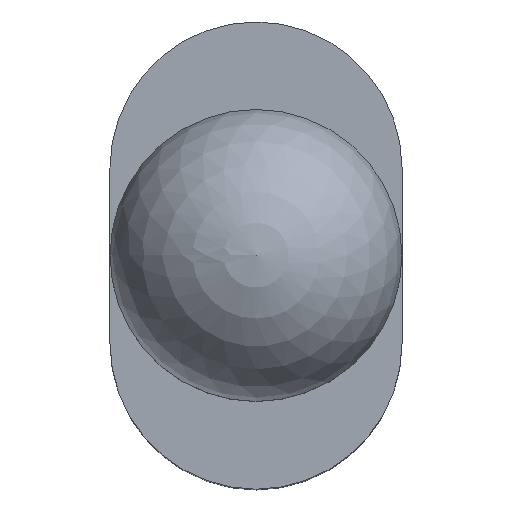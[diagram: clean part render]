
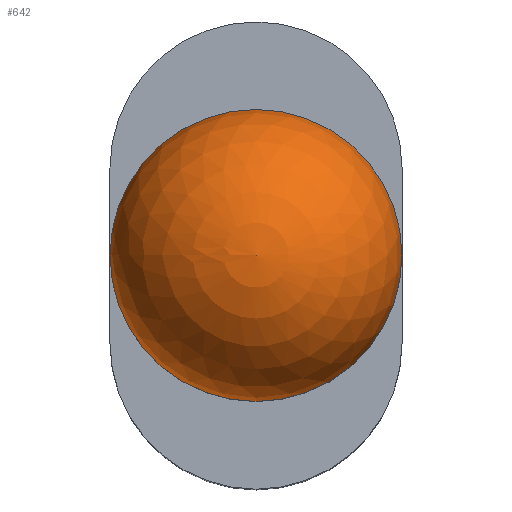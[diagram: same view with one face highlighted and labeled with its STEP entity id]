
A CAD part, top view. The second image highlights one B-rep face of the part: STEP entity #642.
In plain terms, the highlighted spherical face has radius 1.25 mm.
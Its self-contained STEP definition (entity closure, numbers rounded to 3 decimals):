
#221=FACE_OUTER_BOUND('',#258,.T.);
#258=EDGE_LOOP('',(#457,#458,#459,#460));
#295=CIRCLE('',#696,1.25);
#296=CIRCLE('',#697,1.25);
#297=CIRCLE('',#698,1.25);
#304=VERTEX_POINT('',#920);
#305=VERTEX_POINT('',#921);
#306=VERTEX_POINT('',#923);
#365=EDGE_CURVE('',#304,#305,#295,.T.);
#366=EDGE_CURVE('',#306,#305,#296,.T.);
#367=EDGE_CURVE('',#305,#304,#297,.T.);
#457=ORIENTED_EDGE('',*,*,#365,.T.);
#458=ORIENTED_EDGE('',*,*,#366,.F.);
#459=ORIENTED_EDGE('',*,*,#366,.T.);
#460=ORIENTED_EDGE('',*,*,#367,.T.);
#641=SPHERICAL_SURFACE('',#695,1.25);
#642=ADVANCED_FACE('',(#221),#641,.T.);
#695=AXIS2_PLACEMENT_3D('',#919,#743,#744);
#696=AXIS2_PLACEMENT_3D('',#922,#745,#746);
#697=AXIS2_PLACEMENT_3D('',#924,#747,#748);
#698=AXIS2_PLACEMENT_3D('',#925,#749,#750);
#743=DIRECTION('center_axis',(0.,0.,1.));
#744=DIRECTION('ref_axis',(1.,0.,0.));
#745=DIRECTION('center_axis',(0.,0.,1.));
#746=DIRECTION('ref_axis',(-1.,0.,0.));
#747=DIRECTION('center_axis',(0.,-1.,0.));
#748=DIRECTION('ref_axis',(-1.,0.,0.));
#749=DIRECTION('center_axis',(0.,0.,1.));
#750=DIRECTION('ref_axis',(-1.,0.,0.));
#919=CARTESIAN_POINT('Origin',(0.,0.,
7.35));
#920=CARTESIAN_POINT('',(1.25,0.,7.35));
#921=CARTESIAN_POINT('',(-1.25,0.,7.35));
#922=CARTESIAN_POINT('Origin',(0.,0.,
7.35));
#923=CARTESIAN_POINT('',(0.,0.,8.6));
#924=CARTESIAN_POINT('Origin',(0.,0.,
7.35));
#925=CARTESIAN_POINT('Origin',(0.,0.,
7.35));
